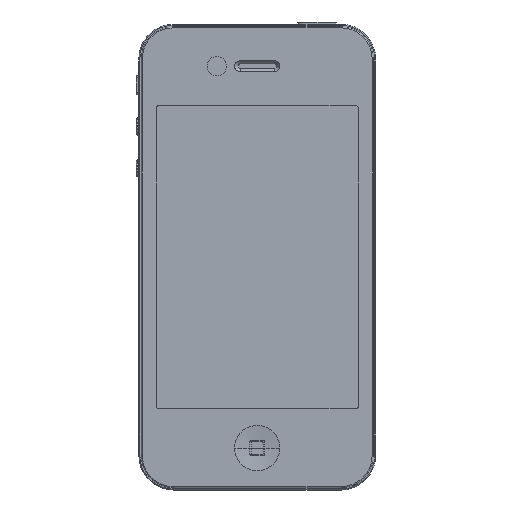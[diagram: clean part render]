
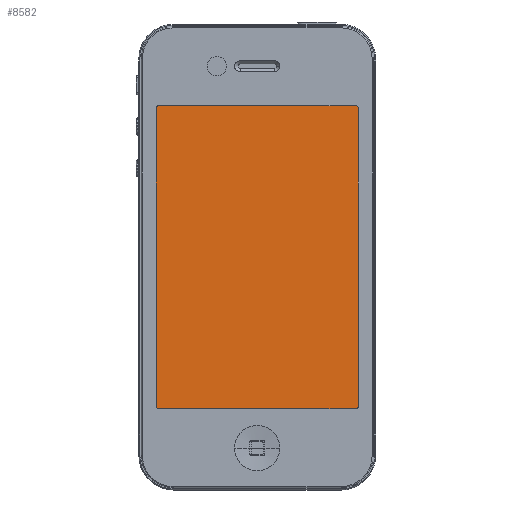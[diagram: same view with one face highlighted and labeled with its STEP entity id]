
A CAD part, top view. The second image highlights one B-rep face of the part: STEP entity #8582.
In plain terms, the highlighted planar face has unit normal (0, 0, 1).
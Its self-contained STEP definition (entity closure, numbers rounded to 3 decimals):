
#231 = FACE_OUTER_BOUND ( 'NONE', #11348, .T. ) ;
#638 = AXIS2_PLACEMENT_3D ( 'NONE', #11890, #11891, #11892 ) ;
#1104 = EDGE_CURVE ( 'NONE', #13648, #13649, #1971, .T. ) ;
#1108 = EDGE_CURVE ( 'NONE', #13647, #13648, #1982, .T. ) ;
#1112 = EDGE_CURVE ( 'NONE', #13646, #13647, #1988, .T. ) ;
#1117 = EDGE_CURVE ( 'NONE', #13645, #13646, #1997, .T. ) ;
#1122 = EDGE_CURVE ( 'NONE', #13631, #13645, #2005, .T. ) ;
#1127 = EDGE_CURVE ( 'NONE', #13618, #13631, #2013, .T. ) ;
#1440 = EDGE_CURVE ( 'NONE', #13650, #13618, #10097, .T. ) ;
#1443 = EDGE_CURVE ( 'NONE', #13649, #13650, #10102, .T. ) ;
#1917 = CARTESIAN_POINT ( 'NONE',  ( 24.46, -36.94, 4.67 ) ) ;
#1918 = DIRECTION ( 'NONE',  ( 0., 0., -1. ) ) ;
#1919 = DIRECTION ( 'NONE',  ( 1., 0., 0. ) ) ;
#1971 = CIRCLE ( 'NONE', #5855, 0.5 ) ;
#1982 = LINE ( 'NONE', #6088, #1985 ) ;
#1985 = VECTOR ( 'NONE', #6089, 1000. ) ;
#1988 = CIRCLE ( 'NONE', #5858, 0.5 ) ;
#1997 = LINE ( 'NONE', #6109, #2000 ) ;
#2000 = VECTOR ( 'NONE', #6110, 1000. ) ;
#2005 = CIRCLE ( 'NONE', #5861, 0.5 ) ;
#2013 = LINE ( 'NONE', #6133, #2016 ) ;
#2016 = VECTOR ( 'NONE', #6134, 1000. ) ;
#4682 = CARTESIAN_POINT ( 'NONE',  ( -24.96, -36.94, 4.67 ) ) ;
#4695 = CARTESIAN_POINT ( 'NONE',  ( -24.96, 36.94, 4.67 ) ) ;
#4709 = CARTESIAN_POINT ( 'NONE',  ( -24.46, 37.44, 4.67 ) ) ;
#4710 = CARTESIAN_POINT ( 'NONE',  ( 24.46, 37.44, 4.67 ) ) ;
#4711 = CARTESIAN_POINT ( 'NONE',  ( 24.96, 36.94, 4.67 ) ) ;
#4712 = CARTESIAN_POINT ( 'NONE',  ( 24.96, -36.94, 4.67 ) ) ;
#4713 = CARTESIAN_POINT ( 'NONE',  ( 24.46, -37.44, 4.67 ) ) ;
#4714 = CARTESIAN_POINT ( 'NONE',  ( -24.46, -37.44, 4.67 ) ) ;
#5419 = ORIENTED_EDGE ( 'NONE', *, *, #1122, .F. ) ;
#5420 = ORIENTED_EDGE ( 'NONE', *, *, #1127, .F. ) ;
#5421 = ORIENTED_EDGE ( 'NONE', *, *, #1440, .F. ) ;
#5422 = ORIENTED_EDGE ( 'NONE', *, *, #1443, .F. ) ;
#5423 = ORIENTED_EDGE ( 'NONE', *, *, #1104, .F. ) ;
#5424 = ORIENTED_EDGE ( 'NONE', *, *, #1108, .F. ) ;
#5425 = ORIENTED_EDGE ( 'NONE', *, *, #1112, .F. ) ;
#5426 = ORIENTED_EDGE ( 'NONE', *, *, #1117, .F. ) ;
#5855 = AXIS2_PLACEMENT_3D ( 'NONE', #1917, #1918, #1919 ) ;
#5858 = AXIS2_PLACEMENT_3D ( 'NONE', #6101, #6102, #6103 ) ;
#5861 = AXIS2_PLACEMENT_3D ( 'NONE', #6123, #6124, #6125 ) ;
#5957 = AXIS2_PLACEMENT_3D ( 'NONE', #6465, #6466, #6467 ) ;
#6088 = CARTESIAN_POINT ( 'NONE',  ( 24.96, 49.075, 4.67 ) ) ;
#6089 = DIRECTION ( 'NONE',  ( 0., -1., 0. ) ) ;
#6101 = CARTESIAN_POINT ( 'NONE',  ( 24.46, 36.94, 4.67 ) ) ;
#6102 = DIRECTION ( 'NONE',  ( 0., 0., -1. ) ) ;
#6103 = DIRECTION ( 'NONE',  ( 1., 0., 0. ) ) ;
#6109 = CARTESIAN_POINT ( 'NONE',  ( 20.775, 37.44, 4.67 ) ) ;
#6110 = DIRECTION ( 'NONE',  ( 1., 0., 0. ) ) ;
#6123 = CARTESIAN_POINT ( 'NONE',  ( -24.46, 36.94, 4.67 ) ) ;
#6124 = DIRECTION ( 'NONE',  ( 0., 0., -1. ) ) ;
#6125 = DIRECTION ( 'NONE',  ( 1., 0., 0. ) ) ;
#6133 = CARTESIAN_POINT ( 'NONE',  ( -24.96, 49.075, 4.67 ) ) ;
#6134 = DIRECTION ( 'NONE',  ( 0., 1., 0. ) ) ;
#6465 = CARTESIAN_POINT ( 'NONE',  ( -24.46, -36.94, 4.67 ) ) ;
#6466 = DIRECTION ( 'NONE',  ( 0., 0., -1. ) ) ;
#6467 = DIRECTION ( 'NONE',  ( 1., 0., 0. ) ) ;
#6470 = CARTESIAN_POINT ( 'NONE',  ( 20.775, -37.44, 4.67 ) ) ;
#6471 = DIRECTION ( 'NONE',  ( -1., 0., 0. ) ) ;
#8582 = ADVANCED_FACE ( 'NONE', ( #231 ), #11870, .T. ) ;
#10097 = CIRCLE ( 'NONE', #5957, 0.5 ) ;
#10102 = LINE ( 'NONE', #6470, #10105 ) ;
#10105 = VECTOR ( 'NONE', #6471, 1000. ) ;
#11348 = EDGE_LOOP ( 'NONE', ( #5419, #5420, #5421, #5422, #5423, #5424, #5425, #5426 ) ) ;
#11870 = PLANE ( 'NONE',  #638 ) ;
#11890 = CARTESIAN_POINT ( 'NONE',  ( 20.775, 49.075, 4.67 ) ) ;
#11891 = DIRECTION ( 'NONE',  ( 0., 0., 1. ) ) ;
#11892 = DIRECTION ( 'NONE',  ( 1., 0., 0. ) ) ;
#13618 = VERTEX_POINT ( 'NONE', #4682 ) ;
#13631 = VERTEX_POINT ( 'NONE', #4695 ) ;
#13645 = VERTEX_POINT ( 'NONE', #4709 ) ;
#13646 = VERTEX_POINT ( 'NONE', #4710 ) ;
#13647 = VERTEX_POINT ( 'NONE', #4711 ) ;
#13648 = VERTEX_POINT ( 'NONE', #4712 ) ;
#13649 = VERTEX_POINT ( 'NONE', #4713 ) ;
#13650 = VERTEX_POINT ( 'NONE', #4714 ) ;
